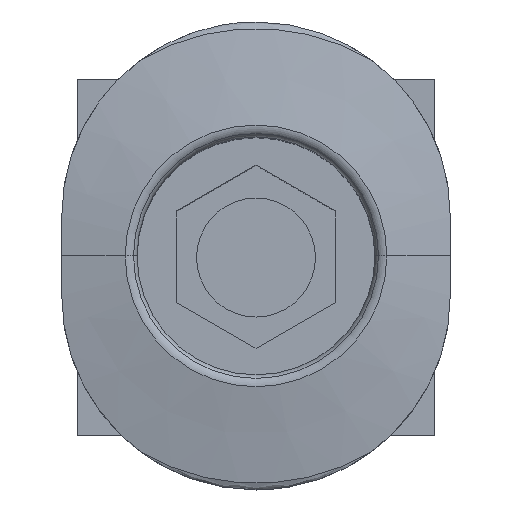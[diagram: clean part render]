
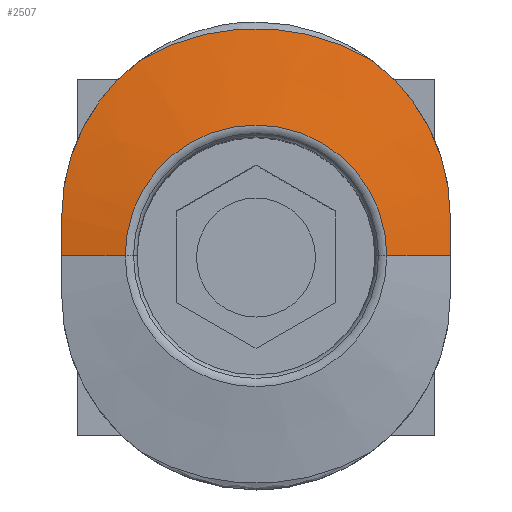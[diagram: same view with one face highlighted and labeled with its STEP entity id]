
A CAD part, top view. The second image highlights one B-rep face of the part: STEP entity #2507.
In plain terms, the highlighted conical face has half-angle 80 degrees and reference radius 4.517 mm.
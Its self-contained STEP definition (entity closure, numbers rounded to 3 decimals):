
#541=CARTESIAN_POINT('',(-2.915,4.939,45.471));
#542=CARTESIAN_POINT('',(-3.119,4.787,45.475));
#543=CARTESIAN_POINT('',(-3.504,4.453,45.486));
#544=CARTESIAN_POINT('',(-3.997,3.868,45.504));
#545=CARTESIAN_POINT('',(-4.393,3.214,45.525));
#546=CARTESIAN_POINT('',(-4.683,2.507,45.549));
#547=CARTESIAN_POINT('',(-4.86,1.763,45.574));
#548=CARTESIAN_POINT('',(-4.9,1.254,45.591));
#549=CARTESIAN_POINT('',(-4.9,1.,45.6));
#559=CARTESIAN_POINT('',(4.9,1.,45.6));
#560=CARTESIAN_POINT('',(4.9,1.254,45.591));
#561=CARTESIAN_POINT('',(4.86,1.763,45.574));
#562=CARTESIAN_POINT('',(4.683,2.507,45.548));
#563=CARTESIAN_POINT('',(4.393,3.214,45.525));
#564=CARTESIAN_POINT('',(3.997,3.868,45.504));
#565=CARTESIAN_POINT('',(3.504,4.453,45.485));
#566=CARTESIAN_POINT('',(3.12,4.787,45.475));
#567=CARTESIAN_POINT('',(2.915,4.938,45.471));
#569=DIRECTION('',(-0.985,0.,-0.174));
#570=VECTOR('',#569,1.625);
#571=CARTESIAN_POINT('',(-3.3,0.,45.9));
#572=LINE('',#571,#570);
#573=CARTESIAN_POINT('',(0.,0.,45.471));
#574=DIRECTION('',(0.,0.,1.));
#575=DIRECTION('',(0.508,0.861,0.));
#576=AXIS2_PLACEMENT_3D('',#573,#574,#575);
#594=CARTESIAN_POINT('',(4.9,0.,
45.618));
#595=CARTESIAN_POINT('',(4.9,0.111,45.618));
#596=CARTESIAN_POINT('',(4.9,0.333,45.617));
#597=CARTESIAN_POINT('',(4.9,0.667,45.611));
#598=CARTESIAN_POINT('',(4.9,0.889,45.604));
#599=CARTESIAN_POINT('',(4.9,1.,45.6));
#640=DIRECTION('',(0.985,0.,-0.174));
#641=VECTOR('',#640,1.625);
#642=CARTESIAN_POINT('',(3.3,0.,45.9));
#643=LINE('',#642,#641);
#655=CARTESIAN_POINT('',(-4.9,1.,45.6));
#656=CARTESIAN_POINT('',(-4.9,0.889,45.604));
#657=CARTESIAN_POINT('',(-4.9,0.667,45.611));
#658=CARTESIAN_POINT('',(-4.9,0.333,45.617));
#659=CARTESIAN_POINT('',(-4.9,0.111,45.618));
#660=CARTESIAN_POINT('',(-4.9,0.,
45.618));
#672=CARTESIAN_POINT('',(0.,0.,45.9));
#673=DIRECTION('',(0.,0.,-1.));
#674=DIRECTION('',(-1.,0.,0.));
#675=AXIS2_PLACEMENT_3D('',#672,#673,#674);
#1109=VERTEX_POINT('',#541);
#1110=VERTEX_POINT('',#549);
#1111=CARTESIAN_POINT('',(4.9,1.,45.6));
#1112=VERTEX_POINT('',#1111);
#1113=VERTEX_POINT('',#567);
#1115=VERTEX_POINT('',#594);
#1116=CARTESIAN_POINT('',(3.3,0.,45.9));
#1117=VERTEX_POINT('',#1116);
#1118=CARTESIAN_POINT('',(-3.3,0.,45.9));
#1119=VERTEX_POINT('',#1118);
#1120=CARTESIAN_POINT('',(-4.9,0.,
45.618));
#1121=VERTEX_POINT('',#1120);
#2486=CARTESIAN_POINT('',(0.,0.,45.685));
#2487=DIRECTION('',(0.,0.,-1.));
#2488=DIRECTION('',(1.,0.,0.));
#2489=AXIS2_PLACEMENT_3D('',#2486,#2487,#2488);
#2490=CONICAL_SURFACE('',#2489,4.517,80.);
#2492=ORIENTED_EDGE('',*,*,#2491,.F.);
#2493=ORIENTED_EDGE('',*,*,#2465,.F.);
#2495=ORIENTED_EDGE('',*,*,#2494,.F.);
#2497=ORIENTED_EDGE('',*,*,#2496,.F.);
#2499=ORIENTED_EDGE('',*,*,#2498,.F.);
#2501=ORIENTED_EDGE('',*,*,#2500,.T.);
#2503=ORIENTED_EDGE('',*,*,#2502,.F.);
#2504=ORIENTED_EDGE('',*,*,#2458,.F.);
#2505=EDGE_LOOP('',(#2492,#2493,#2495,#2497,#2499,#2501,#2503,#2504));
#2506=FACE_OUTER_BOUND('',#2505,.F.);
#2507=ADVANCED_FACE('',(#2506),#2490,.T.);
#550=B_SPLINE_CURVE_WITH_KNOTS('',3,(#541,#542,#543,#544,#545,#546,#547,#548,
#549),.UNSPECIFIED.,.F.,.F.,(4,1,1,1,1,1,4),(0.,0.167,
0.333,0.5,0.667,0.833,1.),
.UNSPECIFIED.);
#568=B_SPLINE_CURVE_WITH_KNOTS('',3,(#559,#560,#561,#562,#563,#564,#565,#566,
#567),.UNSPECIFIED.,.F.,.F.,(4,1,1,1,1,1,4),(0.,0.167,
0.333,0.5,0.667,0.833,1.),
.UNSPECIFIED.);
#577=CIRCLE('',#576,5.735);
#600=B_SPLINE_CURVE_WITH_KNOTS('',3,(#594,#595,#596,#597,#598,#599),
.UNSPECIFIED.,.F.,.F.,(4,1,1,4),(0.,0.333,0.667,1.),
.UNSPECIFIED.);
#661=B_SPLINE_CURVE_WITH_KNOTS('',3,(#655,#656,#657,#658,#659,#660),
.UNSPECIFIED.,.F.,.F.,(4,1,1,4),(0.,0.333,0.667,1.),
.UNSPECIFIED.);
#676=CIRCLE('',#675,3.3);
#2458=EDGE_CURVE('',#1109,#1110,#550,.T.);
#2465=EDGE_CURVE('',#1112,#1113,#568,.T.);
#2491=EDGE_CURVE('',#1113,#1109,#577,.T.);
#2494=EDGE_CURVE('',#1115,#1112,#600,.T.);
#2496=EDGE_CURVE('',#1117,#1115,#643,.T.);
#2498=EDGE_CURVE('',#1119,#1117,#676,.T.);
#2500=EDGE_CURVE('',#1119,#1121,#572,.T.);
#2502=EDGE_CURVE('',#1110,#1121,#661,.T.);
